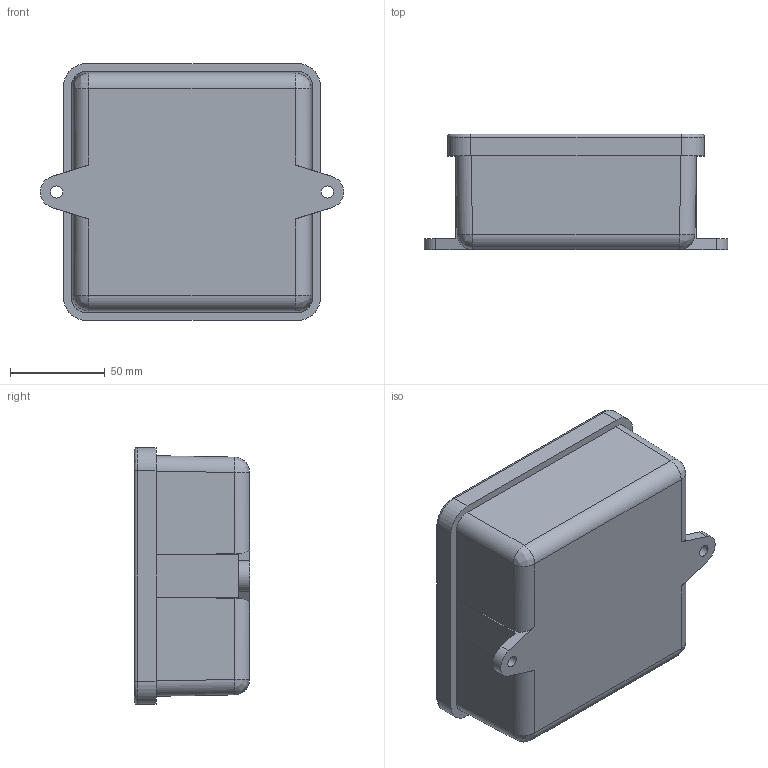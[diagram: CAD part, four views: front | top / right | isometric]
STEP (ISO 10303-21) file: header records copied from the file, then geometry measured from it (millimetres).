
FILE_DESCRIPTION (( 'STEP AP214' ), '1' );
FILE_NAME ('J552PVC.STEP', '2019-07-09T21:47:46', ( '' ), ( '' ), 'SwSTEP 2.0', 'SolidWorks 2018', '' );
FILE_SCHEMA (( 'AUTOMOTIVE_DESIGN' ));
Length unit declared in the file: inch
Products named in the file (1): J552PVC
Bounding box: 159.96 x 60.81 x 135.64 mm (x, y, z)
Volume: 296882.2 mm3; surface area: 140861.4 mm2
Topology: 15 solids, 15 shells, 649 faces, 1476 edges, 876 vertices
Faces by surface type: plane 315, cylinder 234, bspline 96, cone 4
Full cylindrical faces by diameter (mm): 3.302 x4, 4.5 x4, 4.699 x4, 4.762 x1, 4.763 x7, 5.08 x8, 5.664 x4, 6.35 x6, 8.255 x4, 8.509 x4, 8.763 x4, 9 x4
Entity records: 20453 total; most frequent: CARTESIAN_POINT 6712, ORIENTED_EDGE 2772, DIRECTION 2714, EDGE_CURVE 1386, AXIS2_PLACEMENT_3D 994, VERTEX_POINT 860, EDGE_LOOP 780, VECTOR 726
